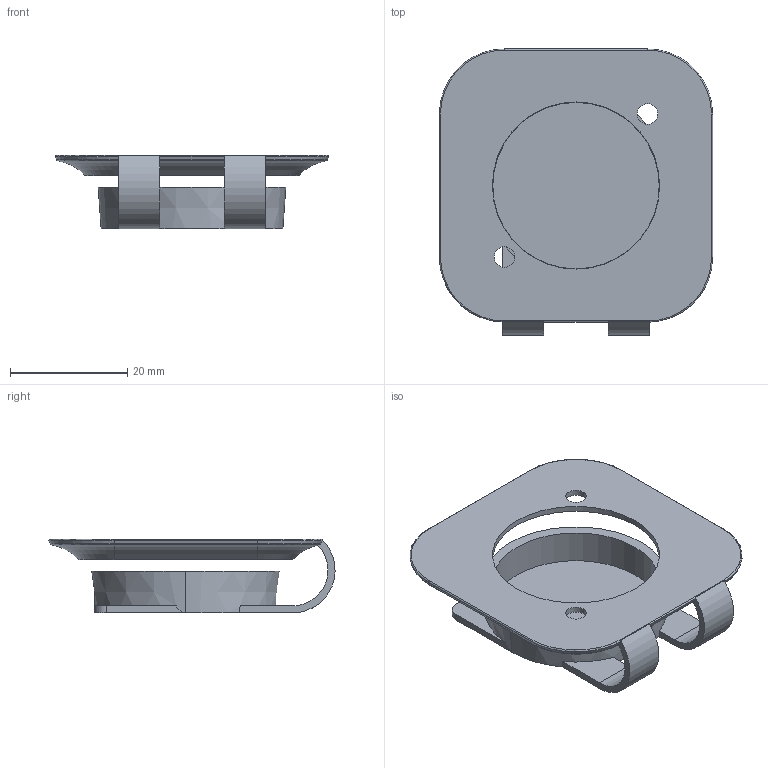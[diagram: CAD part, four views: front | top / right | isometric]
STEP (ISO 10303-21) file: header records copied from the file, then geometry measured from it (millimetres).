
FILE_DESCRIPTION((''),'2;1');
FILE_NAME('D-SCNAC-FPX','2014-04-01T',('noe'),(''),'PRO/ENGINEER BY PARAMETRIC TECHNOLOGY CORPORATION, 2013040','PRO/ENGINEER BY PARAMETRIC TECHNOLOGY CORPORATION, 2013040','');
FILE_SCHEMA(('AUTOMOTIVE_DESIGN_CC2 { 1 2 10303 214 -1 1 5 2 }'));
Length unit declared in the file: millimetre
Products named in the file (1): D-SCNAC-FPX
Bounding box: 46.6 x 48.79 x 12.6 mm (x, y, z)
Volume: 4413.9 mm3; surface area: 7008.1 mm2
Topology: 1 solids, 1 shells, 77 faces, 193 edges, 117 vertices
Faces by surface type: cylinder 33, plane 22, torus 16, cone 6
Entity records: 2584 total; most frequent: CARTESIAN_POINT 462, DIRECTION 428, ORIENTED_EDGE 386, COLOUR_RGB 209, EDGE_CURVE 193, AXIS2_PLACEMENT_3D 176, VERTEX_POINT 117, CIRCLE 99
